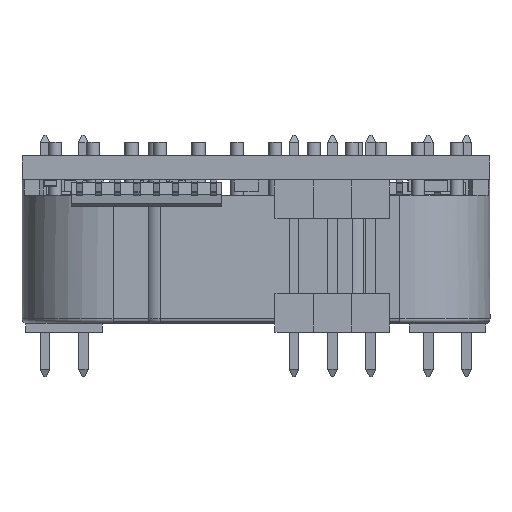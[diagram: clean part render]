
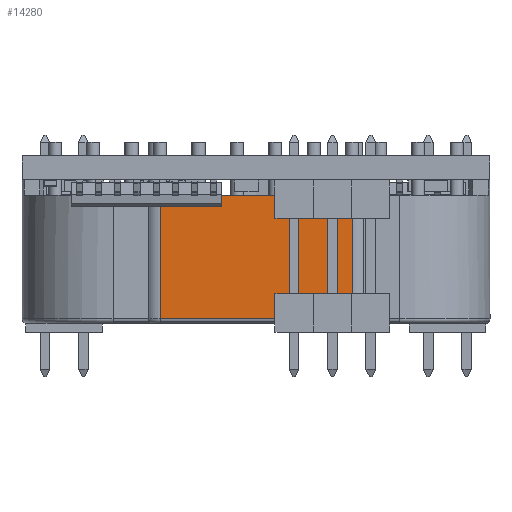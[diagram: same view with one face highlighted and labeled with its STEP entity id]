
A CAD part, left-side view. The second image highlights one B-rep face of the part: STEP entity #14280.
In plain terms, the highlighted face is planar.
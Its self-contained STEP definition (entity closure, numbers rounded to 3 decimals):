
#2789=VERTEX_POINT('',#21018);
#2790=VERTEX_POINT('',#21020);
#2864=VERTEX_POINT('',#21223);
#2866=VERTEX_POINT('',#21243);
#4150=VECTOR('',#17090,1.);
#4190=VECTOR('',#17264,1.);
#4209=VECTOR('',#17418,1.);
#4210=VECTOR('',#17420,1.);
#5626=LINE('',#21019,#4150);
#5666=LINE('',#21262,#4190);
#5685=LINE('',#21380,#4209);
#5686=LINE('',#21382,#4210);
#7176=EDGE_CURVE('',#2790,#2789,#5626,.T.);
#7268=EDGE_CURVE('',#2866,#2864,#5666,.T.);
#7332=EDGE_CURVE('',#2789,#2864,#5685,.T.);
#7333=EDGE_CURVE('',#2790,#2866,#5686,.T.);
#9924=ORIENTED_EDGE('',*,*,#7268,.F.);
#9925=ORIENTED_EDGE('',*,*,#7333,.F.);
#9926=ORIENTED_EDGE('',*,*,#7176,.T.);
#9927=ORIENTED_EDGE('',*,*,#7332,.T.);
#12726=EDGE_LOOP('',(#9924,#9925,#9926,#9927));
#13540=FACE_BOUND('',#12726,.T.);
#14280=ADVANCED_FACE('',(#13540),#24419,.T.);
#15223=AXIS2_PLACEMENT_3D('',#21381,#17419,$);
#17090=DIRECTION('',(-1.,0.,0.));
#17264=DIRECTION('',(-1.,0.,0.));
#17418=DIRECTION('',(0.,0.,-1.));
#17419=DIRECTION('',(0.,-1.,0.));
#17420=DIRECTION('',(0.,0.,-1.));
#21018=CARTESIAN_POINT('',(202.927,155.663,7.5));
#21019=CARTESIAN_POINT('',(202.927,155.663,7.5));
#21020=CARTESIAN_POINT('',(215.627,155.663,7.5));
#21223=CARTESIAN_POINT('',(202.927,155.663,-0.7));
#21243=CARTESIAN_POINT('',(215.627,155.663,-0.7));
#21262=CARTESIAN_POINT('',(209.277,155.663,-0.7));
#21380=CARTESIAN_POINT('',(202.927,155.663,0.));
#21381=CARTESIAN_POINT('',(209.277,155.663,0.));
#21382=CARTESIAN_POINT('',(215.627,155.663,0.));
#24419=PLANE('',#15223);
